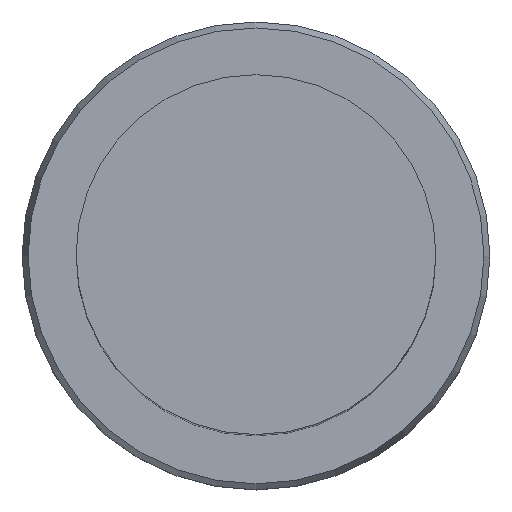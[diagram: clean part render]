
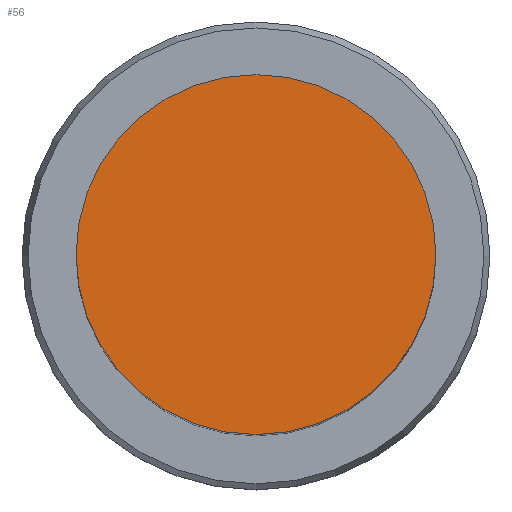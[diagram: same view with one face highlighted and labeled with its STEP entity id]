
A CAD part, top view. The second image highlights one B-rep face of the part: STEP entity #56.
In plain terms, the highlighted planar face has unit normal (0, 0, 1).
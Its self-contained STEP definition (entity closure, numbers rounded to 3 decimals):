
#56=ADVANCED_FACE('Unnamed[1]',(#143),#144,.T.);
#82=EDGE_CURVE('Unnamed[1]',#184,#184,#185,.T.);
#143=FACE_OUTER_BOUND('',#260,.T.);
#144=PLANE('',#261);
#184=VERTEX_POINT('',#312);
#185=CIRCLE('',#313,15.0);
#260=EDGE_LOOP('',(#394));
#261=AXIS2_PLACEMENT_3D('',#395,#396,#397);
#312=CARTESIAN_POINT('',(0.,15.0,107.1));
#313=AXIS2_PLACEMENT_3D('',#440,#441,#442);
#394=ORIENTED_EDGE('',*,*,#82,.F.);
#395=CARTESIAN_POINT('',(0.,7.5,107.1));
#396=DIRECTION('',(0.,0.,1.0));
#397=DIRECTION('',(0.,-1.0,0.));
#440=CARTESIAN_POINT('',(0.,0.,107.1));
#441=DIRECTION('',(0.,0.,-1.0));
#442=DIRECTION('',(0.,1.0,0.));
